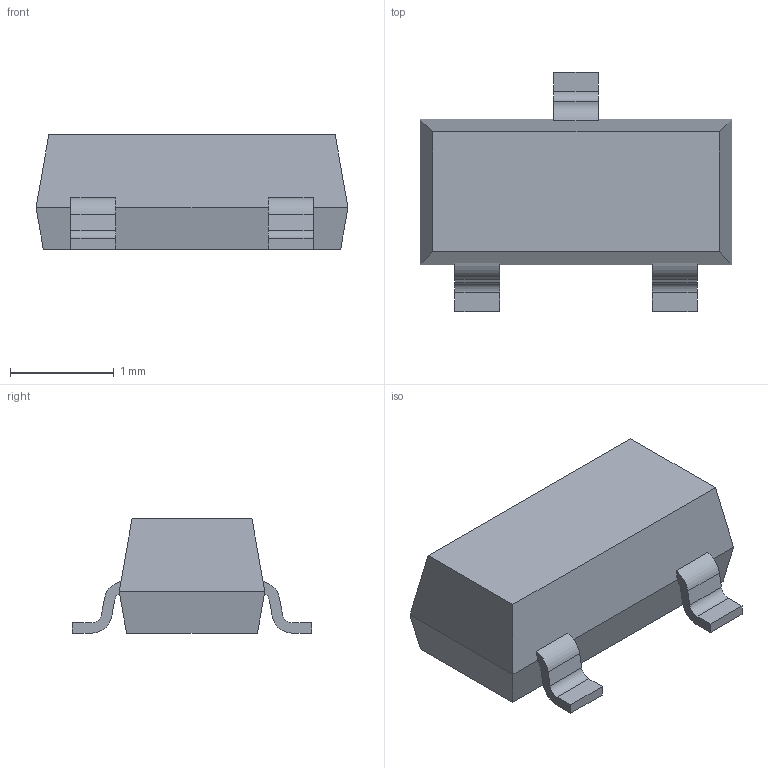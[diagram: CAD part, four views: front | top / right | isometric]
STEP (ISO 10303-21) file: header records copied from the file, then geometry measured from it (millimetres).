
FILE_DESCRIPTION((''),'2;1');
FILE_NAME('SSOP5-P-065.STEP','2013-03-12T11:06:45',('yvshub'),(''),'Autodesk Inventor 2011','Autodesk Inventor 2011','');
FILE_SCHEMA(('AUTOMOTIVE_DESIGN { 1 0 10303 214 1 1 1 1 }'));
Length unit declared in the file: millimetre
Products named in the file (1): SOT-23-3_inv
Bounding box: 3 x 2.3 x 1.1 mm (x, y, z)
Volume: 4.2 mm3; surface area: 18.4 mm2
Topology: 1 solids, 1 shells, 43 faces, 119 edges, 78 vertices
Faces by surface type: plane 31, cylinder 12
Entity records: 1445 total; most frequent: CARTESIAN_POINT 241, ORIENTED_EDGE 238, DIRECTION 231, EDGE_CURVE 119, VECTOR 95, LINE 95, VERTEX_POINT 78, AXIS2_PLACEMENT_3D 68
